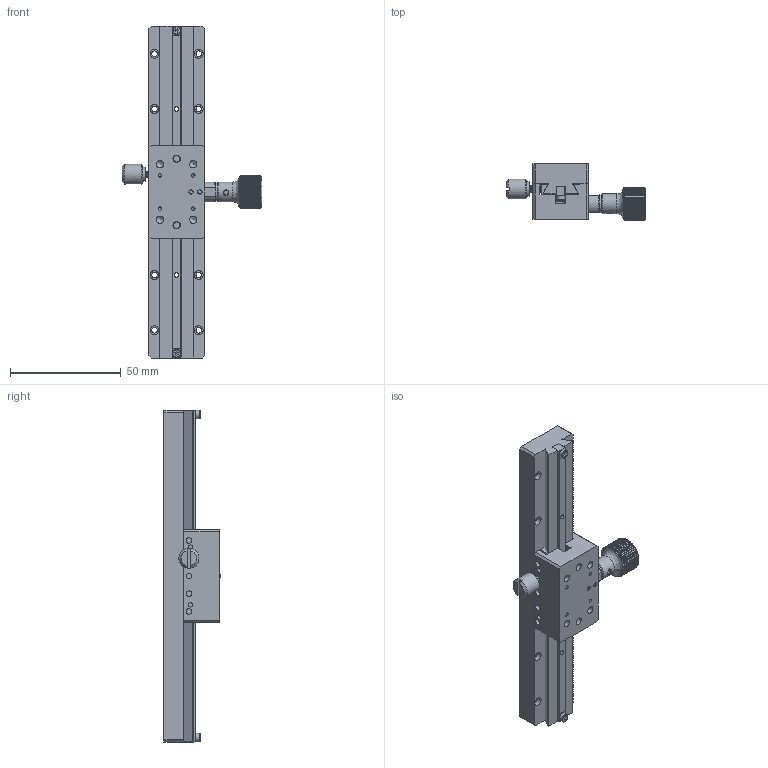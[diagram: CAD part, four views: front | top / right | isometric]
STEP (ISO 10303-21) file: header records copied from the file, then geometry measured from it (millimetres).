
FILE_DESCRIPTION (( 'STEP AP203' ), '1' );
FILE_NAME ('528729.STEP', '2024-10-14T08:13:43', ( 'Windows User' ), ( 'P R C' ), 'SwSTEP 2.0', 'SolidWorks 2020', '' );
FILE_SCHEMA (( 'CONFIG_CONTROL_DESIGN' ));
Products named in the file (1): 528729
Bounding box: 63.11 x 25.4 x 150 mm (x, y, z)
Volume: 58068.5 mm3; surface area: 27927.7 mm2
Topology: 14 solids, 14 shells, 1818 faces, 4999 edges, 3286 vertices
Faces by surface type: plane 1235, bspline 342, cylinder 151, cone 90
Full cylindrical faces by diameter (mm): 1.6 x6, 2 x2, 2.05 x7, 2.3 x2, 2.5 x20, 2.9 x3, 3 x1, 3.3 x6, 3.8 x2, 4 x14, 4.5 x4, 5 x3, 6.5 x1, 7 x1, 8 x4, 9 x2
Entity records: 148455 total; most frequent: CARTESIAN_POINT 105381, ORIENTED_EDGE 9696, DIRECTION 7276, EDGE_CURVE 4848, LINE 3450, VECTOR 3450, VERTEX_POINT 3250, EDGE_LOOP 2082
